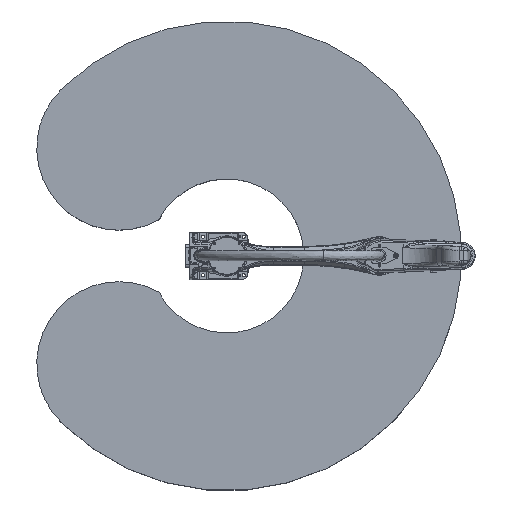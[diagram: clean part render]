
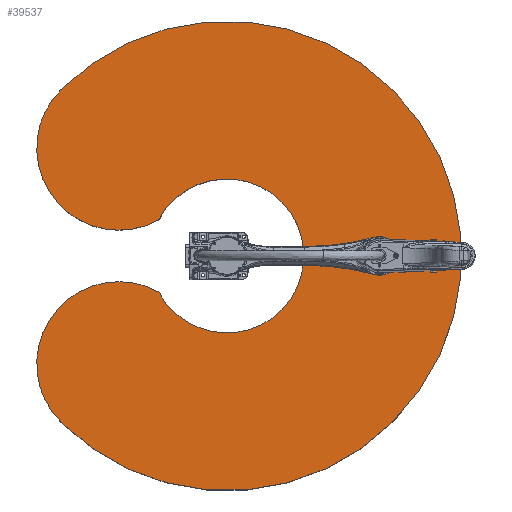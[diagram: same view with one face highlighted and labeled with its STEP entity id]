
A CAD part, top view. The second image highlights one B-rep face of the part: STEP entity #39537.
In plain terms, the highlighted planar face has unit normal (0, 0, 1).
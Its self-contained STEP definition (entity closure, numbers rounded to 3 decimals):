
#7868=PLANE('',#43559);
#9579=CIRCLE('',#43549,350.);
#9581=CIRCLE('',#43552,1000.);
#9583=CIRCLE('',#43555,350.);
#9585=CIRCLE('',#43558,328.06);
#11841=FACE_OUTER_BOUND('',#14432,.T.);
#14432=EDGE_LOOP('',(#35023,#35024,#35025,#35026));
#18696=VERTEX_POINT('',#87934);
#18697=VERTEX_POINT('',#87936);
#18699=VERTEX_POINT('',#87942);
#18701=VERTEX_POINT('',#87948);
#24135=EDGE_CURVE('',#18697,#18696,#9579,.T.);
#24138=EDGE_CURVE('',#18699,#18697,#9581,.T.);
#24141=EDGE_CURVE('',#18701,#18699,#9583,.T.);
#24144=EDGE_CURVE('',#18696,#18701,#9585,.T.);
#35023=ORIENTED_EDGE('',*,*,#24144,.T.);
#35024=ORIENTED_EDGE('',*,*,#24141,.T.);
#35025=ORIENTED_EDGE('',*,*,#24138,.T.);
#35026=ORIENTED_EDGE('',*,*,#24135,.T.);
#39537=ADVANCED_FACE('',(#11841),#7868,.T.);
#43549=AXIS2_PLACEMENT_3D('',#87937,#53608,#53609);
#43552=AXIS2_PLACEMENT_3D('',#87943,#53615,#53616);
#43555=AXIS2_PLACEMENT_3D('',#87949,#53622,#53623);
#43558=AXIS2_PLACEMENT_3D('',#87953,#53629,#53630);
#43559=AXIS2_PLACEMENT_3D('',#87954,#53631,#53632);
#53608=DIRECTION('center_axis',(0.,0.,1.));
#53609=DIRECTION('ref_axis',(-0.707,0.707,0.));
#53615=DIRECTION('center_axis',(0.,0.,1.));
#53616=DIRECTION('ref_axis',(-0.707,-0.707,0.));
#53622=DIRECTION('center_axis',(0.,0.,1.));
#53623=DIRECTION('ref_axis',(0.485,0.875,0.));
#53629=DIRECTION('center_axis',(0.,0.,-1.));
#53630=DIRECTION('ref_axis',(-1.,0.,0.));
#53631=DIRECTION('center_axis',(0.,0.,1.));
#53632=DIRECTION('ref_axis',(1.,0.,0.));
#87934=CARTESIAN_POINT('',(-289.93,153.506,400.));
#87936=CARTESIAN_POINT('',(-707.107,707.107,400.));
#87937=CARTESIAN_POINT('Origin',(-459.619,459.619,400.));
#87942=CARTESIAN_POINT('',(-707.107,-707.107,400.));
#87943=CARTESIAN_POINT('Origin',(0.,0.,400.));
#87948=CARTESIAN_POINT('',(-289.93,-153.506,400.));
#87949=CARTESIAN_POINT('Origin',(-459.619,-459.619,400.));
#87953=CARTESIAN_POINT('Origin',(0.,0.,400.));
#87954=CARTESIAN_POINT('Origin',(24.415,0.,
400.));
